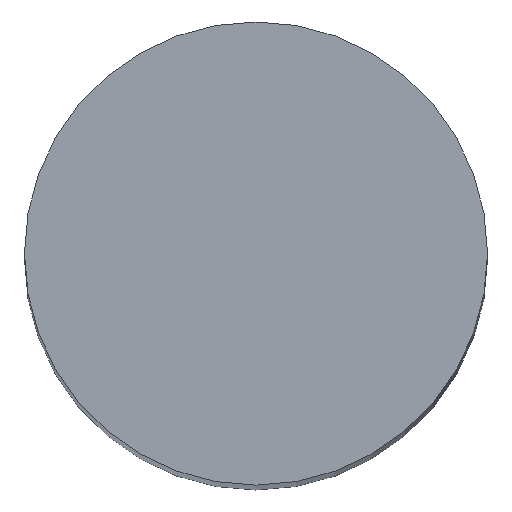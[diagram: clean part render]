
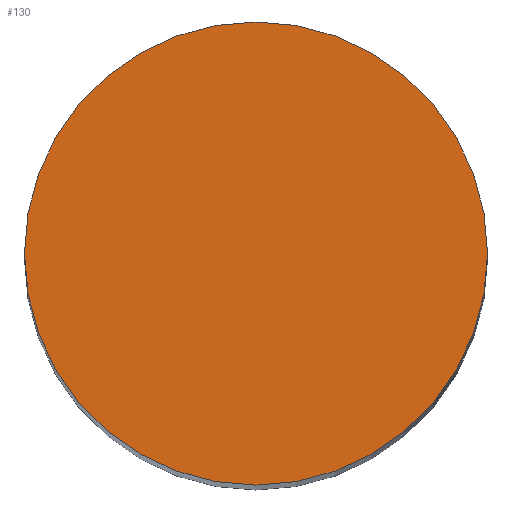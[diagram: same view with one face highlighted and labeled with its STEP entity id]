
A CAD part, top view. The second image highlights one B-rep face of the part: STEP entity #130.
In plain terms, the highlighted planar face has unit normal (0, 0, 1).
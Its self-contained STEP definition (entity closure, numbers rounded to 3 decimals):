
#4 = CARTESIAN_POINT ( 'NONE',  ( -11.098, 0., 100. ) ) ;
#23 = DIRECTION ( 'NONE',  ( 0., 0., 1. ) ) ;
#24 = CARTESIAN_POINT ( 'NONE',  ( -11.098, 0., 100. ) ) ;
#31 = VERTEX_POINT ( 'NONE', #94 ) ;
#33 = DIRECTION ( 'NONE',  ( 0., 0., 1. ) ) ;
#43 = CARTESIAN_POINT ( 'NONE',  ( -11.098, 0., 100. ) ) ;
#47 = CIRCLE ( 'NONE', #118, 8.241 ) ;
#53 = FACE_OUTER_BOUND ( 'NONE', #108, .T. ) ;
#57 = AXIS2_PLACEMENT_3D ( 'NONE', #4, #75, #84 ) ;
#63 = EDGE_CURVE ( 'NONE', #146, #31, #168, .T. ) ;
#70 = ORIENTED_EDGE ( 'NONE', *, *, #63, .T. ) ;
#75 = DIRECTION ( 'NONE',  ( 0., 0., 1. ) ) ;
#84 = DIRECTION ( 'NONE',  ( 1., 0., 0. ) ) ;
#87 = PLANE ( 'NONE',  #57 ) ;
#94 = CARTESIAN_POINT ( 'NONE',  ( -2.857, 0., 100. ) ) ;
#97 = AXIS2_PLACEMENT_3D ( 'NONE', #24, #23, #157 ) ;
#100 = EDGE_CURVE ( 'NONE', #31, #146, #47, .T. ) ;
#108 = EDGE_LOOP ( 'NONE', ( #70, #111 ) ) ;
#111 = ORIENTED_EDGE ( 'NONE', *, *, #100, .T. ) ;
#114 = CARTESIAN_POINT ( 'NONE',  ( -19.339, 0., 100. ) ) ;
#118 = AXIS2_PLACEMENT_3D ( 'NONE', #43, #33, #138 ) ;
#130 = ADVANCED_FACE ( 'NONE', ( #53 ), #87, .T. ) ;
#138 = DIRECTION ( 'NONE',  ( 1., 0., 0. ) ) ;
#146 = VERTEX_POINT ( 'NONE', #114 ) ;
#157 = DIRECTION ( 'NONE',  ( 1., 0., 0. ) ) ;
#168 = CIRCLE ( 'NONE', #97, 8.241 ) ;
